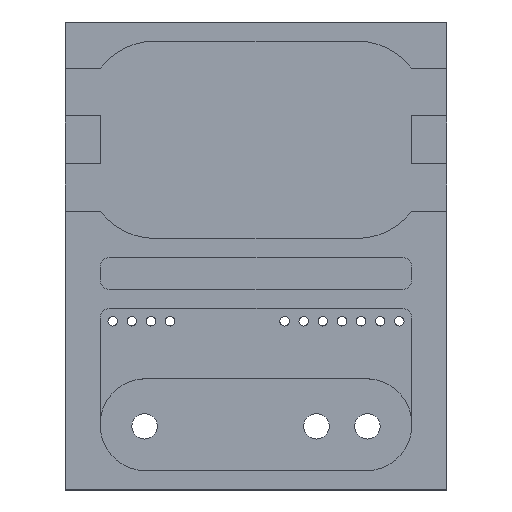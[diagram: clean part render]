
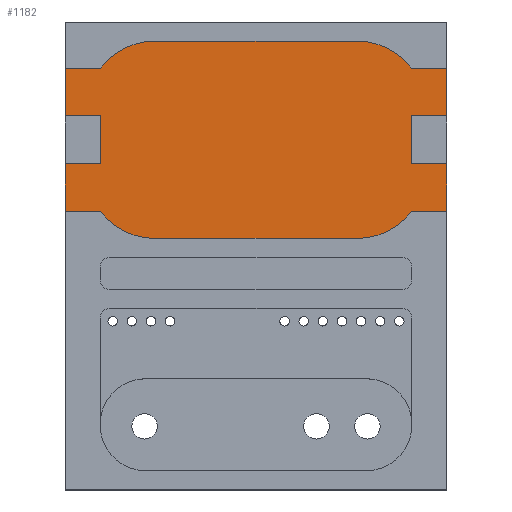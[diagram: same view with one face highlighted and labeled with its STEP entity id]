
A CAD part, top view. The second image highlights one B-rep face of the part: STEP entity #1182.
In plain terms, the highlighted planar face has unit normal (0, 0, 1).
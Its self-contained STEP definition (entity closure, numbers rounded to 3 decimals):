
#74=CIRCLE('',#1278,10.825);
#76=CIRCLE('',#1282,10.825);
#78=CIRCLE('',#1286,10.825);
#80=CIRCLE('',#1290,10.825);
#154=FACE_OUTER_BOUND('',#214,.T.);
#214=EDGE_LOOP('',(#899,#900,#901,#902,#903,#904,#905,#906,#907,#908,#909,
#910,#911,#912,#913,#914,#915,#916,#917,#918));
#275=LINE('',#1689,#389);
#279=LINE('',#1698,#393);
#283=LINE('',#1707,#397);
#287=LINE('',#1716,#401);
#291=LINE('',#1725,#405);
#295=LINE('',#1734,#409);
#299=LINE('',#1743,#413);
#320=LINE('',#1844,#434);
#322=LINE('',#1850,#436);
#326=LINE('',#1862,#440);
#328=LINE('',#1870,#442);
#330=LINE('',#1873,#444);
#331=LINE('',#1874,#445);
#332=LINE('',#1875,#446);
#333=LINE('',#1877,#447);
#334=LINE('',#1878,#448);
#389=VECTOR('',#1345,10.);
#393=VECTOR('',#1351,10.);
#397=VECTOR('',#1357,10.);
#401=VECTOR('',#1363,10.);
#405=VECTOR('',#1369,10.);
#409=VECTOR('',#1375,10.);
#413=VECTOR('',#1381,10.);
#434=VECTOR('',#1494,10.);
#436=VECTOR('',#1504,10.);
#440=VECTOR('',#1516,10.);
#442=VECTOR('',#1526,10.);
#444=VECTOR('',#1530,10.);
#445=VECTOR('',#1531,10.);
#446=VECTOR('',#1532,10.);
#447=VECTOR('',#1533,10.);
#448=VECTOR('',#1534,10.);
#503=VERTEX_POINT('',#1687);
#504=VERTEX_POINT('',#1688);
#507=VERTEX_POINT('',#1696);
#508=VERTEX_POINT('',#1697);
#511=VERTEX_POINT('',#1705);
#512=VERTEX_POINT('',#1706);
#515=VERTEX_POINT('',#1714);
#516=VERTEX_POINT('',#1715);
#519=VERTEX_POINT('',#1723);
#520=VERTEX_POINT('',#1724);
#523=VERTEX_POINT('',#1732);
#524=VERTEX_POINT('',#1733);
#527=VERTEX_POINT('',#1741);
#528=VERTEX_POINT('',#1742);
#560=VERTEX_POINT('',#1836);
#562=VERTEX_POINT('',#1842);
#564=VERTEX_POINT('',#1854);
#566=VERTEX_POINT('',#1860);
#568=VERTEX_POINT('',#1869);
#569=VERTEX_POINT('',#1876);
#615=EDGE_CURVE('',#503,#504,#275,.T.);
#619=EDGE_CURVE('',#507,#508,#279,.T.);
#623=EDGE_CURVE('',#511,#512,#283,.T.);
#627=EDGE_CURVE('',#515,#516,#287,.T.);
#631=EDGE_CURVE('',#519,#520,#291,.T.);
#635=EDGE_CURVE('',#523,#524,#295,.T.);
#639=EDGE_CURVE('',#527,#528,#299,.T.);
#687=EDGE_CURVE('',#560,#523,#74,.T.);
#690=EDGE_CURVE('',#562,#560,#320,.T.);
#692=EDGE_CURVE('',#512,#562,#76,.T.);
#694=EDGE_CURVE('',#520,#507,#322,.T.);
#697=EDGE_CURVE('',#564,#515,#78,.T.);
#700=EDGE_CURVE('',#566,#564,#326,.T.);
#702=EDGE_CURVE('',#504,#566,#80,.T.);
#704=EDGE_CURVE('',#528,#568,#328,.T.);
#706=EDGE_CURVE('',#527,#524,#330,.T.);
#707=EDGE_CURVE('',#511,#508,#331,.T.);
#708=EDGE_CURVE('',#519,#516,#332,.T.);
#709=EDGE_CURVE('',#503,#569,#333,.T.);
#710=EDGE_CURVE('',#568,#569,#334,.T.);
#899=ORIENTED_EDGE('',*,*,#704,.F.);
#900=ORIENTED_EDGE('',*,*,#639,.F.);
#901=ORIENTED_EDGE('',*,*,#706,.T.);
#902=ORIENTED_EDGE('',*,*,#635,.F.);
#903=ORIENTED_EDGE('',*,*,#687,.F.);
#904=ORIENTED_EDGE('',*,*,#690,.F.);
#905=ORIENTED_EDGE('',*,*,#692,.F.);
#906=ORIENTED_EDGE('',*,*,#623,.F.);
#907=ORIENTED_EDGE('',*,*,#707,.T.);
#908=ORIENTED_EDGE('',*,*,#619,.F.);
#909=ORIENTED_EDGE('',*,*,#694,.F.);
#910=ORIENTED_EDGE('',*,*,#631,.F.);
#911=ORIENTED_EDGE('',*,*,#708,.T.);
#912=ORIENTED_EDGE('',*,*,#627,.F.);
#913=ORIENTED_EDGE('',*,*,#697,.F.);
#914=ORIENTED_EDGE('',*,*,#700,.F.);
#915=ORIENTED_EDGE('',*,*,#702,.F.);
#916=ORIENTED_EDGE('',*,*,#615,.F.);
#917=ORIENTED_EDGE('',*,*,#709,.T.);
#918=ORIENTED_EDGE('',*,*,#710,.F.);
#1130=PLANE('',#1292);
#1182=ADVANCED_FACE('',(#154),#1130,.T.);
#1278=AXIS2_PLACEMENT_3D('',#1838,#1488,#1489);
#1282=AXIS2_PLACEMENT_3D('',#1847,#1499,#1500);
#1286=AXIS2_PLACEMENT_3D('',#1856,#1510,#1511);
#1290=AXIS2_PLACEMENT_3D('',#1865,#1521,#1522);
#1292=AXIS2_PLACEMENT_3D('',#1872,#1528,#1529);
#1345=DIRECTION('',(-1.,0.,0.));
#1351=DIRECTION('',(-1.,0.,0.));
#1357=DIRECTION('',(1.,0.,0.));
#1363=DIRECTION('',(-1.,0.,0.));
#1369=DIRECTION('',(1.,0.,0.));
#1375=DIRECTION('',(1.,0.,0.));
#1381=DIRECTION('',(-1.,0.,0.));
#1488=DIRECTION('center_axis',(0.,0.,-1.));
#1489=DIRECTION('ref_axis',(1.,0.,0.));
#1494=DIRECTION('',(1.,0.,0.));
#1499=DIRECTION('center_axis',(0.,0.,-1.));
#1500=DIRECTION('ref_axis',(1.,0.,0.));
#1504=DIRECTION('',(0.,1.,0.));
#1510=DIRECTION('center_axis',(0.,0.,-1.));
#1511=DIRECTION('ref_axis',(1.,0.,0.));
#1516=DIRECTION('',(-1.,0.,0.));
#1521=DIRECTION('center_axis',(0.,0.,-1.));
#1522=DIRECTION('ref_axis',(1.,0.,0.));
#1526=DIRECTION('',(0.,-1.,0.));
#1528=DIRECTION('center_axis',(0.,0.,1.));
#1529=DIRECTION('ref_axis',(1.,0.,0.));
#1530=DIRECTION('',(0.,1.,0.));
#1531=DIRECTION('',(0.,-1.,0.));
#1532=DIRECTION('',(0.,-1.,0.));
#1533=DIRECTION('',(0.,1.,0.));
#1534=DIRECTION('',(1.,0.,0.));
#1687=CARTESIAN_POINT('',(57.5,43.75,-1.74));
#1688=CARTESIAN_POINT('',(52.,43.75,-1.74));
#1689=CARTESIAN_POINT('',(56.125,43.75,-1.74));
#1696=CARTESIAN_POINT('',(3.,58.75,-1.74));
#1697=CARTESIAN_POINT('',(-2.5,58.75,-1.74));
#1698=CARTESIAN_POINT('',(0.875,58.75,-1.74));
#1705=CARTESIAN_POINT('',(-2.5,66.25,-1.74));
#1706=CARTESIAN_POINT('',(3.,66.25,-1.74));
#1707=CARTESIAN_POINT('',(-1.125,66.25,-1.74));
#1714=CARTESIAN_POINT('',(3.,43.75,-1.74));
#1715=CARTESIAN_POINT('',(-2.5,43.75,-1.74));
#1716=CARTESIAN_POINT('',(0.875,43.75,-1.74));
#1723=CARTESIAN_POINT('',(-2.5,51.25,-1.74));
#1724=CARTESIAN_POINT('',(3.,51.25,-1.74));
#1725=CARTESIAN_POINT('',(-1.125,51.25,-1.74));
#1732=CARTESIAN_POINT('',(52.,66.25,-1.74));
#1733=CARTESIAN_POINT('',(57.5,66.25,-1.74));
#1734=CARTESIAN_POINT('',(54.125,66.25,-1.74));
#1741=CARTESIAN_POINT('',(57.5,58.75,-1.74));
#1742=CARTESIAN_POINT('',(52.,58.75,-1.74));
#1743=CARTESIAN_POINT('',(56.125,58.75,-1.74));
#1836=CARTESIAN_POINT('',(43.401,70.5,-1.74));
#1838=CARTESIAN_POINT('Origin',(43.401,59.675,-1.74));
#1842=CARTESIAN_POINT('',(11.599,70.5,-1.74));
#1844=CARTESIAN_POINT('',(-2.5,70.5,-1.74));
#1847=CARTESIAN_POINT('Origin',(11.599,59.675,-1.74));
#1850=CARTESIAN_POINT('',(3.,73.5,-1.74));
#1854=CARTESIAN_POINT('',(11.599,39.5,-1.74));
#1856=CARTESIAN_POINT('Origin',(11.599,50.325,-1.74));
#1860=CARTESIAN_POINT('',(43.401,39.5,-1.74));
#1862=CARTESIAN_POINT('',(3.,39.5,-1.74));
#1865=CARTESIAN_POINT('Origin',(43.401,50.325,-1.74));
#1869=CARTESIAN_POINT('',(52.,51.25,-1.74));
#1870=CARTESIAN_POINT('',(52.,0.,-1.74));
#1872=CARTESIAN_POINT('Origin',(27.5,55.,-1.74));
#1873=CARTESIAN_POINT('',(57.5,68.,-1.74));
#1874=CARTESIAN_POINT('',(-2.5,31.25,-1.74));
#1875=CARTESIAN_POINT('',(-2.5,23.75,-1.74));
#1876=CARTESIAN_POINT('',(57.5,51.25,-1.74));
#1877=CARTESIAN_POINT('',(57.5,60.5,-1.74));
#1878=CARTESIAN_POINT('',(54.125,51.25,-1.74));
